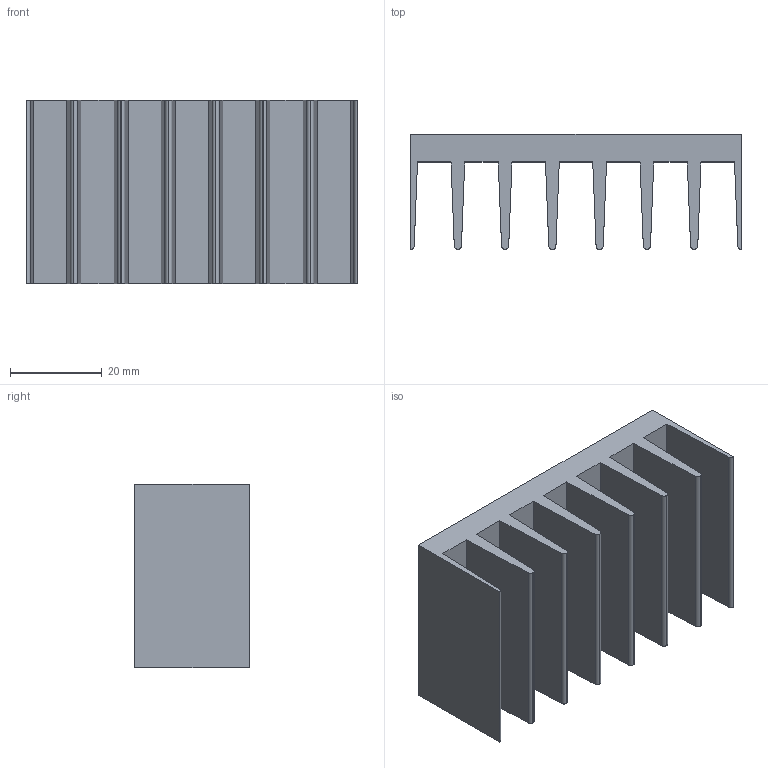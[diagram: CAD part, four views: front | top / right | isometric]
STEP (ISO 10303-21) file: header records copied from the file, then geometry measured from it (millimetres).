
FILE_DESCRIPTION (( 'STEP AP214' ), '1' );
FILE_NAME ('87069E36-C61C-4AC4-95A9-AEBE867E60CC.STEP', '2023-08-06T17:06:35', ( '' ), ( '' ), 'SwSTEP 2.0', 'SolidWorks 2022', '' );
FILE_SCHEMA (( 'AUTOMOTIVE_DESIGN' ));
Length unit declared in the file: millimetre
Products named in the file (1): 87069E36-C61C-4AC4-95A9-AEBE867E60CC
Bounding box: 72 x 25 x 40 mm (x, y, z)
Volume: 29188.4 mm3; surface area: 19283.4 mm2
Topology: 1 solids, 1 shells, 48 faces, 138 edges, 92 vertices
Faces by surface type: plane 34, cylinder 14
Entity records: 1604 total; most frequent: CARTESIAN_POINT 279, ORIENTED_EDGE 276, DIRECTION 264, EDGE_CURVE 138, LINE 110, VECTOR 110, VERTEX_POINT 92, AXIS2_PLACEMENT_3D 77
